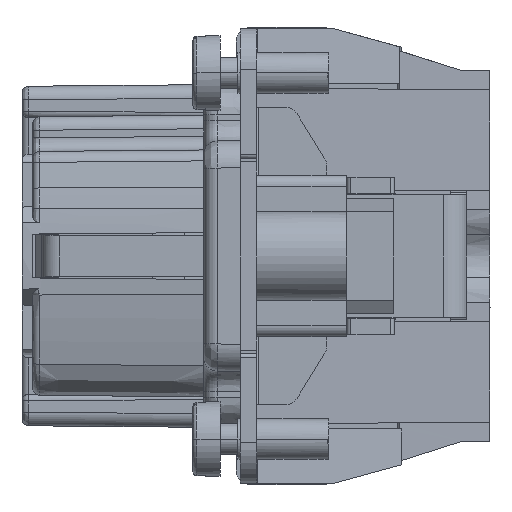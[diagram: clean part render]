
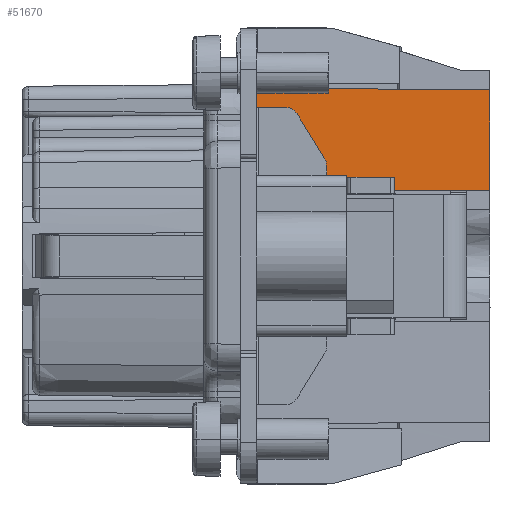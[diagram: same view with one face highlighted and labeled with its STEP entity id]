
A CAD part, left-side view. The second image highlights one B-rep face of the part: STEP entity #51670.
In plain terms, the highlighted planar face has unit normal (-1, -0.009, 0).
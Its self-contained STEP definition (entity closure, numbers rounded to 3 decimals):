
#2393=DIRECTION('',(0.,0.,1.));
#2394=VECTOR('',#2393,7.379);
#2395=CARTESIAN_POINT('',(-31.494,-18.4,4.861));
#2396=LINE('',#2395,#2394);
#5889=DIRECTION('',(-0.009,1.,-0.009));
#5890=VECTOR('',#5889,15.851);
#5891=CARTESIAN_POINT('',(-31.494,-18.4,4.861));
#5892=LINE('',#5891,#5890);
#5893=CARTESIAN_POINT('',(-31.646,-0.997,
4.241));
#5894=CARTESIAN_POINT('',(-31.646,-0.997,
3.744));
#5895=CARTESIAN_POINT('',(-31.646,-1.,3.247));
#5896=CARTESIAN_POINT('',(-31.646,-1.,2.75));
#5898=DIRECTION('',(0.,0.001,1.));
#5899=VECTOR('',#5898,8.15);
#5900=CARTESIAN_POINT('',(-31.646,-0.997,
4.241));
#5901=LINE('',#5900,#5899);
#5933=DIRECTION('',(-0.009,1.,0.009));
#5934=VECTOR('',#5933,17.41);
#5935=CARTESIAN_POINT('',(-31.494,-18.4,12.239));
#5936=LINE('',#5935,#5934);
#10474=DIRECTION('',(-0.008,0.865,-0.502));
#10475=VECTOR('',#10474,1.792);
#10476=CARTESIAN_POINT('',(-31.633,-2.55,3.65));
#10477=LINE('',#10476,#10475);
#10491=DIRECTION('',(0.,0.,-1.));
#10492=VECTOR('',#10491,1.072);
#10493=CARTESIAN_POINT('',(-31.633,-2.55,4.722));
#10494=LINE('',#10493,#10492);
#13122=CARTESIAN_POINT('',(-31.646,-0.991,
12.391));
#38788=VERTEX_POINT('',#13122);
#38923=CARTESIAN_POINT('',(-31.633,-2.55,3.65));
#38924=VERTEX_POINT('',#38923);
#38959=CARTESIAN_POINT('',(-31.646,-1.,2.75));
#38960=VERTEX_POINT('',#38959);
#39020=CARTESIAN_POINT('',(-31.646,-0.997,
4.241));
#39021=VERTEX_POINT('',#39020);
#39048=CARTESIAN_POINT('',(-31.633,-2.55,4.722));
#39049=VERTEX_POINT('',#39048);
#39943=CARTESIAN_POINT('',(-31.494,-18.4,4.861));
#39944=VERTEX_POINT('',#39943);
#40050=CARTESIAN_POINT('',(-31.494,-18.4,12.239));
#40051=VERTEX_POINT('',#40050);
#51650=CARTESIAN_POINT('',(-31.655,0.,13.6));
#51651=DIRECTION('',(-1.,-0.009,0.));
#51652=DIRECTION('',(0.,0.,-1.));
#51653=AXIS2_PLACEMENT_3D('',#51650,#51651,#51652);
#51654=PLANE('',#51653);
#51656=ORIENTED_EDGE('',*,*,#51655,.F.);
#51657=ORIENTED_EDGE('',*,*,#48597,.F.);
#51659=ORIENTED_EDGE('',*,*,#51658,.T.);
#51661=ORIENTED_EDGE('',*,*,#51660,.T.);
#51663=ORIENTED_EDGE('',*,*,#51662,.T.);
#51665=ORIENTED_EDGE('',*,*,#51664,.F.);
#51667=ORIENTED_EDGE('',*,*,#51666,.T.);
#51668=EDGE_LOOP('',(#51656,#51657,#51659,#51661,#51663,#51665,#51667));
#51669=FACE_OUTER_BOUND('',#51668,.F.);
#51670=ADVANCED_FACE('',(#51669),#51654,.T.);
#5897=B_SPLINE_CURVE_WITH_KNOTS('',3,(#5893,#5894,#5895,#5896),.UNSPECIFIED.,
.F.,.F.,(4,4),(0.,1.),.UNSPECIFIED.);
#48597=EDGE_CURVE('',#39944,#40051,#2396,.T.);
#51655=EDGE_CURVE('',#40051,#38788,#5936,.T.);
#51658=EDGE_CURVE('',#39944,#39049,#5892,.T.);
#51660=EDGE_CURVE('',#39049,#38924,#10494,.T.);
#51662=EDGE_CURVE('',#38924,#38960,#10477,.T.);
#51664=EDGE_CURVE('',#39021,#38960,#5897,.T.);
#51666=EDGE_CURVE('',#39021,#38788,#5901,.T.);
